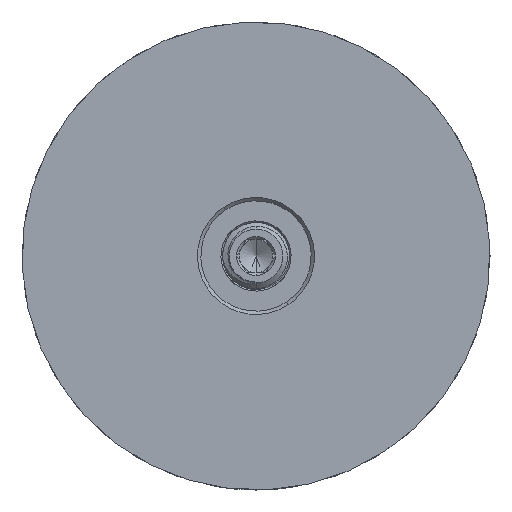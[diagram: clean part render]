
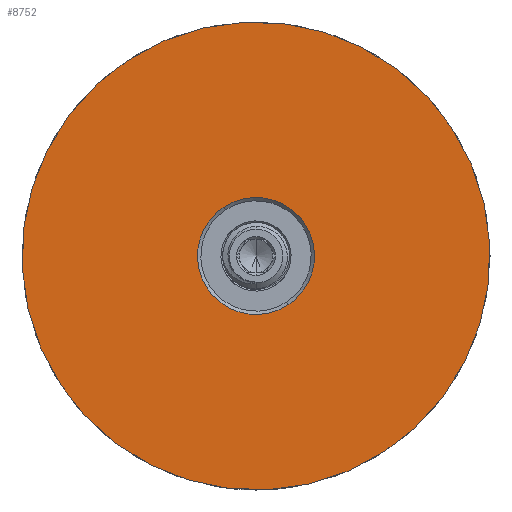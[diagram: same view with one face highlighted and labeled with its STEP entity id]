
A CAD part, front view. The second image highlights one B-rep face of the part: STEP entity #8752.
In plain terms, the highlighted face is planar.
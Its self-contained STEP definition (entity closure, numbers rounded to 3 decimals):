
#175 = ORIENTED_EDGE ( 'NONE', *, *, #4213, .T. ) ;
#362 = CARTESIAN_POINT ( 'NONE',  ( 0., 8., 0. ) ) ;
#710 = CARTESIAN_POINT ( 'NONE',  ( 0., 8., 0. ) ) ;
#817 = CARTESIAN_POINT ( 'NONE',  ( 0., 8., 0. ) ) ;
#1226 = AXIS2_PLACEMENT_3D ( 'NONE', #362, #5717, #7360 ) ;
#1265 = CARTESIAN_POINT ( 'NONE',  ( 0., 8., 0. ) ) ;
#1965 = CARTESIAN_POINT ( 'NONE',  ( 0., 8., -8.75 ) ) ;
#2023 = EDGE_CURVE ( 'NONE', #5875, #8195, #2376, .T. ) ;
#2348 = DIRECTION ( 'NONE',  ( 0., -1., 0. ) ) ;
#2376 = CIRCLE ( 'NONE', #10090, 35. ) ;
#2577 = ORIENTED_EDGE ( 'NONE', *, *, #2023, .F. ) ;
#2691 = AXIS2_PLACEMENT_3D ( 'NONE', #710, #8644, #8584 ) ;
#2908 = ORIENTED_EDGE ( 'NONE', *, *, #4175, .F. ) ;
#2948 = DIRECTION ( 'NONE',  ( 0., -1., 0. ) ) ;
#3619 = AXIS2_PLACEMENT_3D ( 'NONE', #9264, #5401, #10012 ) ;
#3746 = FACE_OUTER_BOUND ( 'NONE', #9299, .T. ) ;
#3759 = CARTESIAN_POINT ( 'NONE',  ( 0., 8., 35. ) ) ;
#4008 = AXIS2_PLACEMENT_3D ( 'NONE', #817, #2348, #6269 ) ;
#4175 = EDGE_CURVE ( 'NONE', #8195, #5875, #6154, .T. ) ;
#4213 = EDGE_CURVE ( 'NONE', #10083, #6436, #8294, .T. ) ;
#5103 = EDGE_CURVE ( 'NONE', #6436, #10083, #6986, .T. ) ;
#5245 = FACE_BOUND ( 'NONE', #5411, .T. ) ;
#5401 = DIRECTION ( 'NONE',  ( 0., 1., 0. ) ) ;
#5411 = EDGE_LOOP ( 'NONE', ( #175, #9687 ) ) ;
#5717 = DIRECTION ( 'NONE',  ( 0., -1., 0. ) ) ;
#5875 = VERTEX_POINT ( 'NONE', #9022 ) ;
#6154 = CIRCLE ( 'NONE', #2691, 35. ) ;
#6269 = DIRECTION ( 'NONE',  ( 0., 0., 1. ) ) ;
#6436 = VERTEX_POINT ( 'NONE', #1965 ) ;
#6890 = PLANE ( 'NONE',  #3619 ) ;
#6986 = CIRCLE ( 'NONE', #1226, 8.75 ) ;
#7307 = CARTESIAN_POINT ( 'NONE',  ( 0., 8., 8.75 ) ) ;
#7360 = DIRECTION ( 'NONE',  ( 0., 0., 1. ) ) ;
#8195 = VERTEX_POINT ( 'NONE', #3759 ) ;
#8294 = CIRCLE ( 'NONE', #4008, 8.75 ) ;
#8584 = DIRECTION ( 'NONE',  ( 0., 0., -1. ) ) ;
#8644 = DIRECTION ( 'NONE',  ( 0., -1., 0. ) ) ;
#8752 = ADVANCED_FACE ( 'NONE', ( #5245, #3746 ), #6890, .T. ) ;
#9022 = CARTESIAN_POINT ( 'NONE',  ( 0., 8., -35. ) ) ;
#9264 = CARTESIAN_POINT ( 'NONE',  ( 0., 8., -35. ) ) ;
#9299 = EDGE_LOOP ( 'NONE', ( #2577, #2908 ) ) ;
#9687 = ORIENTED_EDGE ( 'NONE', *, *, #5103, .T. ) ;
#9813 = DIRECTION ( 'NONE',  ( 0., 0., -1. ) ) ;
#10012 = DIRECTION ( 'NONE',  ( 0., 0., 1. ) ) ;
#10083 = VERTEX_POINT ( 'NONE', #7307 ) ;
#10090 = AXIS2_PLACEMENT_3D ( 'NONE', #1265, #2948, #9813 ) ;
